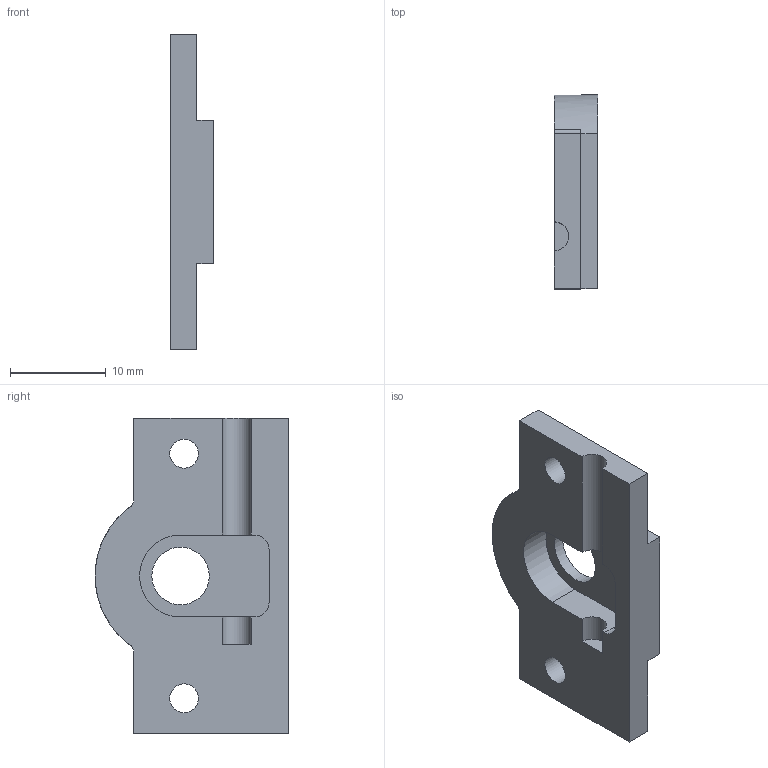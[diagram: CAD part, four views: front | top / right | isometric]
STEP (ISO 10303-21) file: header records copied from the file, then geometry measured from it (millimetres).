
FILE_DESCRIPTION(/* description */ ('STEP AP214'),/* implementation_level */ '2;1');
FILE_NAME(/* name */ '2.2 Hindfoot Base Upper Metal Roll.stp',/* time_stamp */ '2023-04-15T22:08:19+06:00',/* author */ ('shailesh suthar'),/* organization */ (''),/* preprocessor_version */ 'ST-DEVELOPER v18.1',/* originating_system */ 'Autodesk Inventor 2022',/* authorisation */ '');
FILE_SCHEMA (('AUTOMOTIVE_DESIGN { 1 0 10303 214 3 1 1 }'));
Length unit declared in the file: millimetre
Products named in the file (1): 2.2 Hindfoot Base Upper Metal Roll
Bounding box: 4.5 x 20.23 x 32.94 mm (x, y, z)
Volume: 1603 mm3; surface area: 1680 mm2
Topology: 1 solids, 1 shells, 27 faces, 75 edges, 50 vertices
Faces by surface type: plane 16, cylinder 11
Full cylindrical faces by diameter (mm): 3 x2, 6 x1
Entity records: 928 total; most frequent: DIRECTION 155, CARTESIAN_POINT 153, ORIENTED_EDGE 150, EDGE_CURVE 75, AXIS2_PLACEMENT_3D 52, LINE 51, VECTOR 51, VERTEX_POINT 50
